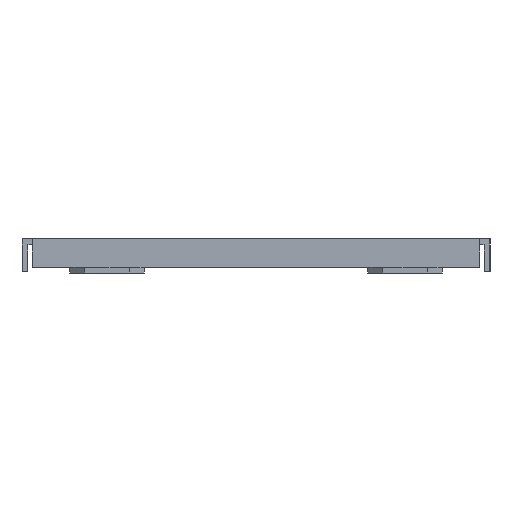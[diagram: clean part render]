
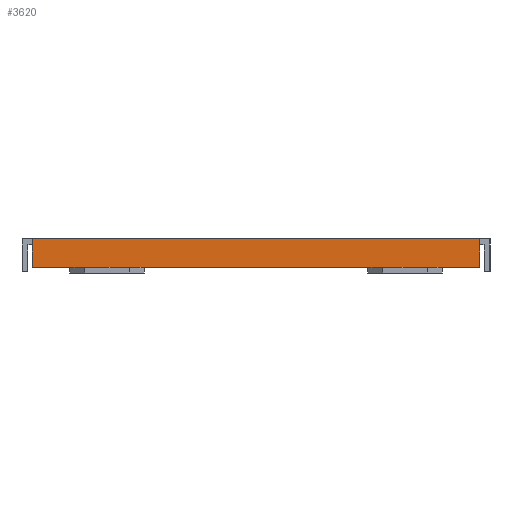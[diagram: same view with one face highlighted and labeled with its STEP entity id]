
A CAD part, left-side view. The second image highlights one B-rep face of the part: STEP entity #3620.
In plain terms, the highlighted planar face has unit normal (-1, 0, 0).
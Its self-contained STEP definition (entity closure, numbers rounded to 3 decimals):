
#313=DIRECTION('',(0.,-1.,0.));
#314=VECTOR('',#313,150.);
#315=CARTESIAN_POINT('',(731.889,305.615,2.));
#316=LINE('',#315,#314);
#1314=DIRECTION('',(0.,0.,1.));
#1315=VECTOR('',#1314,9.5);
#1316=CARTESIAN_POINT('',(731.889,155.615,-7.5));
#1317=LINE('',#1316,#1315);
#1384=DIRECTION('',(0.,1.,0.));
#1385=VECTOR('',#1384,12.5);
#1386=CARTESIAN_POINT('',(731.889,293.115,-7.5));
#1387=LINE('',#1386,#1385);
#1391=DIRECTION('',(0.,0.,1.));
#1392=VECTOR('',#1391,9.5);
#1393=CARTESIAN_POINT('',(731.889,305.615,-7.5));
#1394=LINE('',#1393,#1392);
#1405=DIRECTION('',(0.,-1.,0.));
#1406=VECTOR('',#1405,12.5);
#1407=CARTESIAN_POINT('',(731.889,168.115,-7.5));
#1408=LINE('',#1407,#1406);
#1426=DIRECTION('',(0.,-1.,0.));
#1427=VECTOR('',#1426,25.);
#1428=CARTESIAN_POINT('',(731.889,193.115,-7.5));
#1429=LINE('',#1428,#1427);
#1549=DIRECTION('',(0.,-1.,0.));
#1550=VECTOR('',#1549,75.);
#1551=CARTESIAN_POINT('',(731.889,268.115,-7.5));
#1552=LINE('',#1551,#1550);
#1570=DIRECTION('',(0.,-1.,0.));
#1571=VECTOR('',#1570,25.);
#1572=CARTESIAN_POINT('',(731.889,293.115,-7.5));
#1573=LINE('',#1572,#1571);
#2010=CARTESIAN_POINT('',(731.889,155.615,2.));
#2011=VERTEX_POINT('',#2010);
#2012=CARTESIAN_POINT('',(731.889,305.615,2.));
#2013=VERTEX_POINT('',#2012);
#2150=CARTESIAN_POINT('',(731.889,305.615,-7.5));
#2152=VERTEX_POINT('',#2150);
#2154=CARTESIAN_POINT('',(731.889,293.115,-7.5));
#2155=VERTEX_POINT('',#2154);
#2158=CARTESIAN_POINT('',(731.889,168.115,-7.5));
#2159=CARTESIAN_POINT('',(731.889,155.615,-7.5));
#2160=VERTEX_POINT('',#2158);
#2161=VERTEX_POINT('',#2159);
#2162=CARTESIAN_POINT('',(731.889,193.115,-7.5));
#2163=VERTEX_POINT('',#2162);
#2164=CARTESIAN_POINT('',(731.889,268.115,-7.5));
#2165=VERTEX_POINT('',#2164);
#3600=CARTESIAN_POINT('',(731.889,299.365,0.));
#3601=DIRECTION('',(-1.,0.,0.));
#3602=DIRECTION('',(0.,-1.,0.));
#3603=AXIS2_PLACEMENT_3D('',#3600,#3601,#3602);
#3604=PLANE('',#3603);
#3605=ORIENTED_EDGE('',*,*,#3527,.F.);
#3607=ORIENTED_EDGE('',*,*,#3606,.F.);
#3609=ORIENTED_EDGE('',*,*,#3608,.F.);
#3611=ORIENTED_EDGE('',*,*,#3610,.F.);
#3613=ORIENTED_EDGE('',*,*,#3612,.F.);
#3615=ORIENTED_EDGE('',*,*,#3614,.T.);
#3616=ORIENTED_EDGE('',*,*,#3582,.T.);
#3617=ORIENTED_EDGE('',*,*,#2415,.T.);
#3618=EDGE_LOOP('',(#3605,#3607,#3609,#3611,#3613,#3615,#3616,#3617));
#3619=FACE_OUTER_BOUND('',#3618,.F.);
#2415=EDGE_CURVE('',#2013,#2011,#316,.T.);
#3527=EDGE_CURVE('',#2161,#2011,#1317,.T.);
#3582=EDGE_CURVE('',#2152,#2013,#1394,.T.);
#3606=EDGE_CURVE('',#2160,#2161,#1408,.T.);
#3608=EDGE_CURVE('',#2163,#2160,#1429,.T.);
#3610=EDGE_CURVE('',#2165,#2163,#1552,.T.);
#3612=EDGE_CURVE('',#2155,#2165,#1573,.T.);
#3614=EDGE_CURVE('',#2155,#2152,#1387,.T.);
#3620=ADVANCED_FACE('',(#3619),#3604,.T.);
